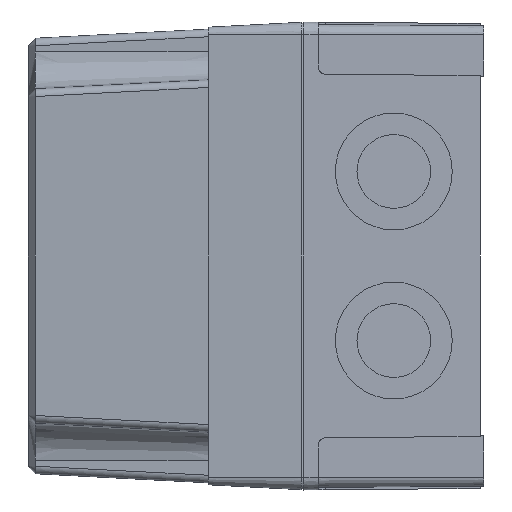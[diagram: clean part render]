
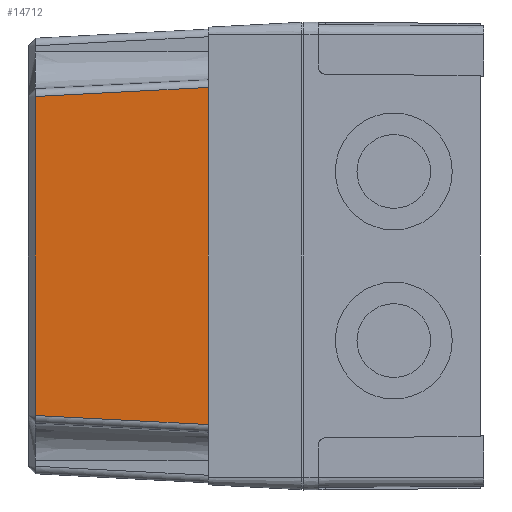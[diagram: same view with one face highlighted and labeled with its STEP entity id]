
A CAD part, left-side view. The second image highlights one B-rep face of the part: STEP entity #14712.
In plain terms, the highlighted planar face has unit normal (-0.999, 0.052, 0).
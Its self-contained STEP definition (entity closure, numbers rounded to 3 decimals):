
#931 = DIRECTION ( 'NONE',  ( -0.999, 0.052, 0. ) ) ;
#1273 = EDGE_CURVE ( 'NONE', #2386, #11287, #3595, .T. ) ;
#2356 = VERTEX_POINT ( 'NONE', #3201 ) ;
#2386 = VERTEX_POINT ( 'NONE', #10878 ) ;
#3201 = CARTESIAN_POINT ( 'NONE',  ( -38.05, 26.6, -46.853 ) ) ;
#3483 = VECTOR ( 'NONE', #14865, 1000. ) ;
#3595 = LINE ( 'NONE', #4869, #13846 ) ;
#3842 = DIRECTION ( 'NONE',  ( 0., 0., 1. ) ) ;
#4017 = EDGE_LOOP ( 'NONE', ( #13509, #8136, #5207, #14115 ) ) ;
#4668 = DIRECTION ( 'NONE',  ( -0.052, -0.999, 0. ) ) ;
#4751 = FACE_OUTER_BOUND ( 'NONE', #4017, .T. ) ;
#4869 = CARTESIAN_POINT ( 'NONE',  ( -35.534, 74.6, -48.95 ) ) ;
#5207 = ORIENTED_EDGE ( 'NONE', *, *, #11986, .T. ) ;
#5732 = EDGE_CURVE ( 'NONE', #7541, #11287, #12167, .T. ) ;
#7541 = VERTEX_POINT ( 'NONE', #10085 ) ;
#8136 = ORIENTED_EDGE ( 'NONE', *, *, #12250, .T. ) ;
#8362 = CARTESIAN_POINT ( 'NONE',  ( -38.05, 26.6, -48.95 ) ) ;
#8553 = VECTOR ( 'NONE', #10544, 1000. ) ;
#9105 = LINE ( 'NONE', #14265, #8553 ) ;
#9394 = CARTESIAN_POINT ( 'NONE',  ( -38.05, 26.6, -48.95 ) ) ;
#9560 = PLANE ( 'NONE',  #13713 ) ;
#10085 = CARTESIAN_POINT ( 'NONE',  ( -38.05, 26.6, 46.853 ) ) ;
#10544 = DIRECTION ( 'NONE',  ( -0.052, -0.997, -0.052 ) ) ;
#10878 = CARTESIAN_POINT ( 'NONE',  ( -35.534, 74.6, -44.337 ) ) ;
#11287 = VERTEX_POINT ( 'NONE', #15412 ) ;
#11986 = EDGE_CURVE ( 'NONE', #2356, #7541, #13452, .T. ) ;
#12167 = LINE ( 'NONE', #13689, #3483 ) ;
#12250 = EDGE_CURVE ( 'NONE', #2386, #2356, #9105, .T. ) ;
#12602 = VECTOR ( 'NONE', #14460, 1000. ) ;
#13452 = LINE ( 'NONE', #9394, #12602 ) ;
#13509 = ORIENTED_EDGE ( 'NONE', *, *, #1273, .F. ) ;
#13689 = CARTESIAN_POINT ( 'NONE',  ( -37.788, 31.593, 46.591 ) ) ;
#13713 = AXIS2_PLACEMENT_3D ( 'NONE', #8362, #931, #4668 ) ;
#13846 = VECTOR ( 'NONE', #3842, 1000. ) ;
#14115 = ORIENTED_EDGE ( 'NONE', *, *, #5732, .T. ) ;
#14265 = CARTESIAN_POINT ( 'NONE',  ( -38.056, 26.491, -46.859 ) ) ;
#14460 = DIRECTION ( 'NONE',  ( 0., 0., 1. ) ) ;
#14712 = ADVANCED_FACE ( 'NONE', ( #4751 ), #9560, .T. ) ;
#14865 = DIRECTION ( 'NONE',  ( 0.052, 0.997, -0.052 ) ) ;
#15412 = CARTESIAN_POINT ( 'NONE',  ( -35.534, 74.6, 44.337 ) ) ;
